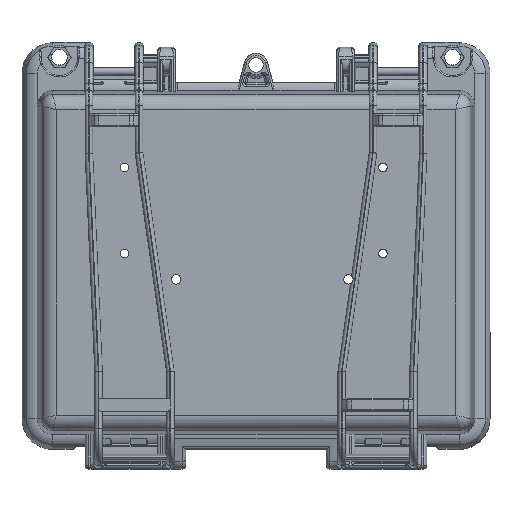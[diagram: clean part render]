
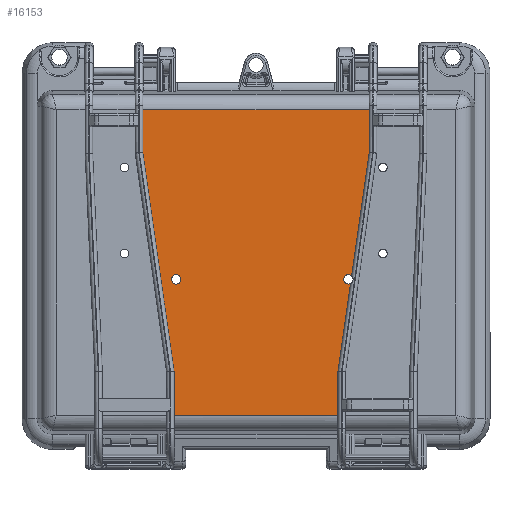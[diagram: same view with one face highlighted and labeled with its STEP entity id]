
A CAD part, front view. The second image highlights one B-rep face of the part: STEP entity #16153.
In plain terms, the highlighted face is planar.
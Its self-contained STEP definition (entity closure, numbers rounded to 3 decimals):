
#283=FACE_BOUND('',#2349,.T.);
#430=PLANE('',#17633);
#1343=FACE_OUTER_BOUND('',#2348,.T.);
#2348=EDGE_LOOP('',(#12046,#12047,#12048,#12049,#12050,#12051,#12052,#12053,
#12054,#12055));
#2349=EDGE_LOOP('',(#12056));
#3137=LINE('',#24174,#4389);
#3524=LINE('',#26221,#4776);
#3638=LINE('',#26687,#4890);
#3773=LINE('',#27276,#5025);
#3821=LINE('',#27433,#5073);
#3822=LINE('',#27434,#5074);
#3823=LINE('',#27435,#5075);
#3824=LINE('',#27437,#5076);
#3825=LINE('',#27438,#5077);
#4389=VECTOR('',#18963,128.292);
#4776=VECTOR('',#20246,24.829);
#4890=VECTOR('',#20526,24.829);
#5025=VECTOR('',#20839,25.501);
#5073=VECTOR('',#20963,128.292);
#5074=VECTOR('',#20964,131.517);
#5075=VECTOR('',#20965,128.292);
#5076=VECTOR('',#20966,95.195);
#5077=VECTOR('',#20967,25.501);
#5636=CIRCLE('',#16967,2.75);
#5639=CIRCLE('',#16971,2.75);
#6396=VERTEX_POINT('',#24119);
#6401=VERTEX_POINT('',#24142);
#6402=VERTEX_POINT('',#24144);
#6408=VERTEX_POINT('',#24173);
#7027=VERTEX_POINT('',#26218);
#7028=VERTEX_POINT('',#26220);
#7181=VERTEX_POINT('',#26684);
#7182=VERTEX_POINT('',#26686);
#7349=VERTEX_POINT('',#27273);
#7350=VERTEX_POINT('',#27275);
#7396=VERTEX_POINT('',#27436);
#7985=EDGE_CURVE('',#6396,#6396,#5636,.T.);
#7991=EDGE_CURVE('',#6402,#6401,#5639,.T.);
#7999=EDGE_CURVE('',#6402,#6408,#3137,.T.);
#8746=EDGE_CURVE('',#7028,#7027,#3524,.F.);
#8928=EDGE_CURVE('',#7181,#7182,#3638,.T.);
#9131=EDGE_CURVE('',#7350,#7349,#3773,.F.);
#9202=EDGE_CURVE('',#7182,#6401,#3821,.T.);
#9203=EDGE_CURVE('',#7181,#7028,#3822,.F.);
#9204=EDGE_CURVE('',#7027,#7350,#3823,.F.);
#9205=EDGE_CURVE('',#7349,#7396,#3824,.F.);
#9206=EDGE_CURVE('',#6408,#7396,#3825,.T.);
#12046=ORIENTED_EDGE('',*,*,#7991,.T.);
#12047=ORIENTED_EDGE('',*,*,#9202,.F.);
#12048=ORIENTED_EDGE('',*,*,#8928,.F.);
#12049=ORIENTED_EDGE('',*,*,#9203,.T.);
#12050=ORIENTED_EDGE('',*,*,#8746,.T.);
#12051=ORIENTED_EDGE('',*,*,#9204,.T.);
#12052=ORIENTED_EDGE('',*,*,#9131,.T.);
#12053=ORIENTED_EDGE('',*,*,#9205,.T.);
#12054=ORIENTED_EDGE('',*,*,#9206,.F.);
#12055=ORIENTED_EDGE('',*,*,#7999,.F.);
#12056=ORIENTED_EDGE('',*,*,#7985,.T.);
#16153=ADVANCED_FACE('',(#1343,#283),#430,.T.);
#16967=AXIS2_PLACEMENT_3D('',#24121,#18939,#18940);
#16971=AXIS2_PLACEMENT_3D('',#24145,#18949,#18950);
#17633=AXIS2_PLACEMENT_3D('',#27432,#20961,#20962);
#18939=DIRECTION('center_axis',(0.,-1.,0.));
#18940=DIRECTION('ref_axis',(1.,0.,0.));
#18949=DIRECTION('center_axis',(0.,-1.,0.));
#18950=DIRECTION('ref_axis',(1.,0.,0.));
#18963=DIRECTION('',(0.142,0.,-0.99));
#20246=DIRECTION('',(0.,0.,1.));
#20526=DIRECTION('',(0.,0.,-1.));
#20839=DIRECTION('',(0.,0.,1.));
#20961=DIRECTION('center_axis',(0.,1.,0.));
#20962=DIRECTION('ref_axis',(0.,0.,
1.));
#20963=DIRECTION('',(0.142,0.,-0.99));
#20964=DIRECTION('',(-1.,0.,0.));
#20965=DIRECTION('',(0.142,0.,0.99));
#20966=DIRECTION('',(1.,0.,0.));
#20967=DIRECTION('',(0.,0.,-1.));
#24119=CARTESIAN_POINT('',(43.614,81.026,-9.83));
#24121=CARTESIAN_POINT('Origin',(46.364,81.026,-9.83));
#24142=CARTESIAN_POINT('',(-55.512,81.026,-7.819));
#24144=CARTESIAN_POINT('',(-54.873,81.026,-12.286));
#24145=CARTESIAN_POINT('Origin',(-53.636,81.026,-9.83));
#24173=CARTESIAN_POINT('',(-47.598,81.026,-63.164));
#24174=CARTESIAN_POINT('',(-65.759,81.026,63.836));
#26218=CARTESIAN_POINT('',(65.759,81.026,63.836));
#26220=CARTESIAN_POINT('',(65.759,81.026,88.665));
#26221=CARTESIAN_POINT('',(65.759,81.026,63.836));
#26684=CARTESIAN_POINT('',(-65.759,81.026,88.665));
#26686=CARTESIAN_POINT('',(-65.759,81.026,63.836));
#26687=CARTESIAN_POINT('',(-65.759,81.026,88.665));
#27273=CARTESIAN_POINT('',(47.598,81.026,-88.665));
#27275=CARTESIAN_POINT('',(47.598,81.026,-63.164));
#27276=CARTESIAN_POINT('',(47.598,81.026,-88.665));
#27432=CARTESIAN_POINT('Origin',(-118.11,81.026,-90.805));
#27433=CARTESIAN_POINT('',(-65.759,81.026,63.836));
#27434=CARTESIAN_POINT('',(65.759,81.026,88.665));
#27435=CARTESIAN_POINT('',(47.598,81.026,-63.164));
#27436=CARTESIAN_POINT('',(-47.598,81.026,-88.665));
#27437=CARTESIAN_POINT('',(-47.598,81.026,-88.665));
#27438=CARTESIAN_POINT('',(-47.598,81.026,-63.164));
